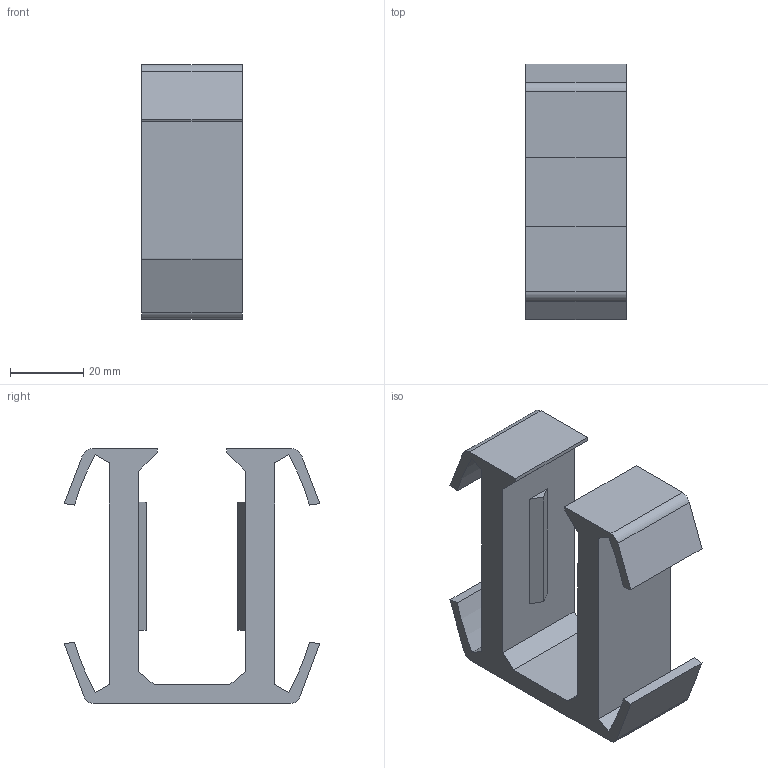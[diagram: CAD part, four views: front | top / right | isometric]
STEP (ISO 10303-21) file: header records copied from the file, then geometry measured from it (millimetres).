
FILE_DESCRIPTION(/* description */ (''),/* implementation_level */ '2;1');
FILE_NAME(/* name */ 'barrel clip modified.step',/* time_stamp */ '2020-12-09T13:24:48-08:00',/* author */ (''),/* organization */ (''),/* preprocessor_version */ 'ST-DEVELOPER v18.1',/* originating_system */ 'Autodesk Translation Framework v9.3.0.1241',/* authorisation */ '');
FILE_SCHEMA (('AUTOMOTIVE_DESIGN { 1 0 10303 214 3 1 1 }'));
Length unit declared in the file: millimetre
Products named in the file (1): barrel clip
Bounding box: 27.55 x 69.8 x 69.58 mm (x, y, z)
Volume: 43272.5 mm3; surface area: 18286.3 mm2
Topology: 2 solids, 2 shells, 47 faces, 126 edges, 84 vertices
Faces by surface type: plane 37, cylinder 10
Entity records: 1512 total; most frequent: CARTESIAN_POINT 261, ORIENTED_EDGE 254, DIRECTION 243, EDGE_CURVE 127, LINE 107, VECTOR 107, VERTEX_POINT 86, AXIS2_PLACEMENT_3D 68
